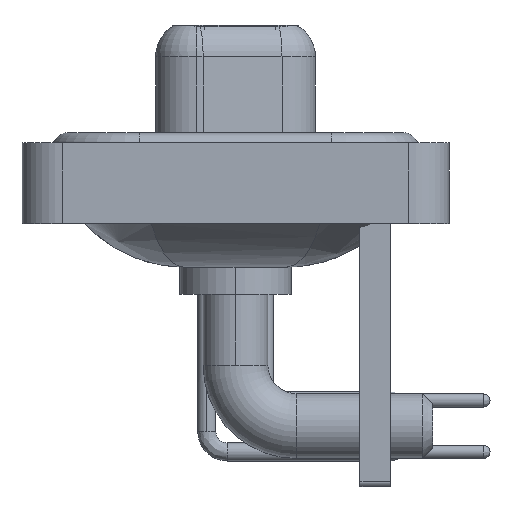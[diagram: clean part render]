
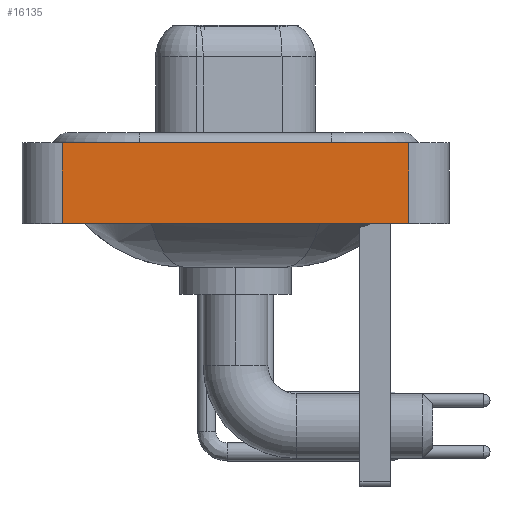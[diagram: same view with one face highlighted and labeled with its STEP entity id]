
A CAD part, left-side view. The second image highlights one B-rep face of the part: STEP entity #16135.
In plain terms, the highlighted planar face has unit normal (-1, 0, 0).
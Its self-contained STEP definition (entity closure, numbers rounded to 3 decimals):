
#1050 = VERTEX_POINT ( 'NONE', #18561 ) ;
#1772 = FACE_OUTER_BOUND ( 'NONE', #8072, .T. ) ;
#1807 = EDGE_CURVE ( 'NONE', #9472, #15867, #19169, .T. ) ;
#2490 = ORIENTED_EDGE ( 'NONE', *, *, #21388, .F. ) ;
#2755 = CARTESIAN_POINT ( 'NONE',  ( -7.3, -8.55, -3.6 ) ) ;
#3164 = PLANE ( 'NONE',  #12210 ) ;
#4739 = CARTESIAN_POINT ( 'NONE',  ( -7.3, 8.55, -3.6 ) ) ;
#5221 = LINE ( 'NONE', #11784, #10237 ) ;
#5976 = CARTESIAN_POINT ( 'NONE',  ( -7.3, -8.55, -3.6 ) ) ;
#6015 = DIRECTION ( 'NONE',  ( 0., -1., 0. ) ) ;
#6416 = DIRECTION ( 'NONE',  ( -1., 0., 0. ) ) ;
#7453 = EDGE_CURVE ( 'NONE', #8806, #9472, #7631, .T. ) ;
#7631 = LINE ( 'NONE', #21035, #12991 ) ;
#8072 = EDGE_LOOP ( 'NONE', ( #21325, #18411, #2490, #10459 ) ) ;
#8806 = VERTEX_POINT ( 'NONE', #4739 ) ;
#9472 = VERTEX_POINT ( 'NONE', #5976 ) ;
#10237 = VECTOR ( 'NONE', #19133, 1000. ) ;
#10459 = ORIENTED_EDGE ( 'NONE', *, *, #7453, .T. ) ;
#11276 = EDGE_CURVE ( 'NONE', #1050, #15867, #5221, .T. ) ;
#11784 = CARTESIAN_POINT ( 'NONE',  ( -7.3, -8.55, 0.4 ) ) ;
#12210 = AXIS2_PLACEMENT_3D ( 'NONE', #14512, #6416, #12995 ) ;
#12598 = LINE ( 'NONE', #19102, #17826 ) ;
#12991 = VECTOR ( 'NONE', #6015, 1000. ) ;
#12995 = DIRECTION ( 'NONE',  ( 0., 0., 1. ) ) ;
#13091 = VECTOR ( 'NONE', #14516, 1000. ) ;
#14512 = CARTESIAN_POINT ( 'NONE',  ( -7.3, -8.55, -3.6 ) ) ;
#14516 = DIRECTION ( 'NONE',  ( 0., 0., 1. ) ) ;
#15867 = VERTEX_POINT ( 'NONE', #20493 ) ;
#16135 = ADVANCED_FACE ( 'NONE', ( #1772 ), #3164, .T. ) ;
#17369 = DIRECTION ( 'NONE',  ( 0., 0., 1. ) ) ;
#17826 = VECTOR ( 'NONE', #17369, 1000. ) ;
#18411 = ORIENTED_EDGE ( 'NONE', *, *, #11276, .F. ) ;
#18561 = CARTESIAN_POINT ( 'NONE',  ( -7.3, 8.55, 0.4 ) ) ;
#19102 = CARTESIAN_POINT ( 'NONE',  ( -7.3, 8.55, -3.6 ) ) ;
#19133 = DIRECTION ( 'NONE',  ( 0., -1., 0. ) ) ;
#19169 = LINE ( 'NONE', #2755, #13091 ) ;
#20493 = CARTESIAN_POINT ( 'NONE',  ( -7.3, -8.55, 0.4 ) ) ;
#21035 = CARTESIAN_POINT ( 'NONE',  ( -7.3, -8.55, -3.6 ) ) ;
#21325 = ORIENTED_EDGE ( 'NONE', *, *, #1807, .T. ) ;
#21388 = EDGE_CURVE ( 'NONE', #8806, #1050, #12598, .T. ) ;
